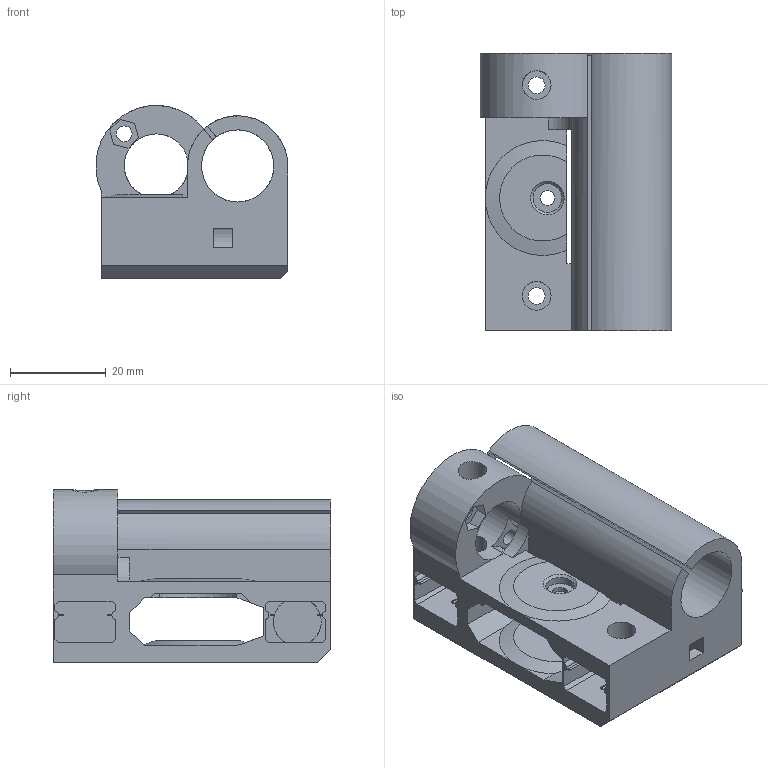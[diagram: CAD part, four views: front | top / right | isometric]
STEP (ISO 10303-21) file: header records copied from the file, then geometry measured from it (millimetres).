
FILE_DESCRIPTION(/* description */ (''),/* implementation_level */ '2;1');
FILE_NAME(/* name */ 'Prusa I3 Mk3 Linear Rail Modification v16.step',/* time_stamp */ '2025-07-01T16:20:11+12:00',/* author */ (''),/* organization */ (''),/* preprocessor_version */ 'ST-DEVELOPER v20.1',/* originating_system */ 'Autodesk Translation Framework v14.10.0.0',/* authorisation */ '');
FILE_SCHEMA (('AUTOMOTIVE_DESIGN { 1 0 10303 214 3 1 1 }'));
Length unit declared in the file: millimetre
Products named in the file (3): Prusa I3 Mk3 Linear Rail Modification; X-axis Assembly; X-end Idler
Assembly tree (2 placements, depth 3):
  Prusa I3 Mk3 Linear Rail Modification
    X-axis Assembly
      X-end Idler
Bounding box: 40.08 x 58 x 36.12 mm (x, y, z)
Volume: 31697.8 mm3; surface area: 18915 mm2
Topology: 1 solids, 1 shells, 220 faces, 634 edges, 423 vertices
Faces by surface type: plane 154, cylinder 35, bspline 16, cone 15
Full cylindrical faces by diameter (mm): 3.1 x2, 3.3 x3, 3.5 x2, 6 x4, 10 x1, 13.4 x1, 15.082 x1
Entity records: 8357 total; most frequent: CARTESIAN_POINT 2422, ORIENTED_EDGE 1268, DIRECTION 1104, EDGE_CURVE 634, LINE 460, VECTOR 460, VERTEX_POINT 423, AXIS2_PLACEMENT_3D 322
